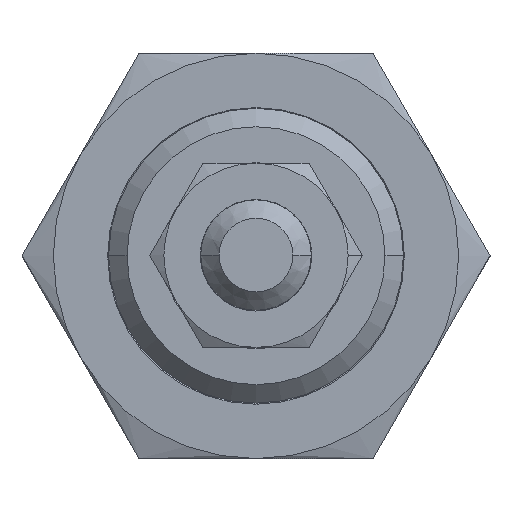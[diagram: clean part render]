
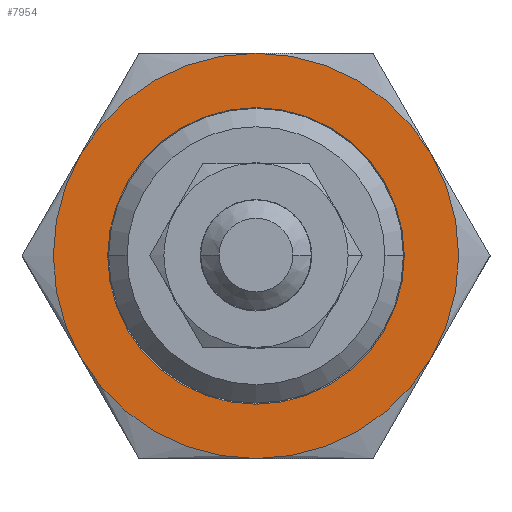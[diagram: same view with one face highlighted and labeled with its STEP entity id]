
A CAD part, top view. The second image highlights one B-rep face of the part: STEP entity #7954.
In plain terms, the highlighted planar face has unit normal (0, 0, 1).
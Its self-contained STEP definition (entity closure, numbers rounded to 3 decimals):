
#312 = CARTESIAN_POINT ( 'NONE',  ( 0., 0., 384.5 ) ) ;
#342 = DIRECTION ( 'NONE',  ( 0., 0., -1. ) ) ;
#357 = EDGE_CURVE ( 'NONE', #6743, #1017, #7793, .T. ) ;
#366 = FACE_BOUND ( 'NONE', #5300, .T. ) ;
#441 = VERTEX_POINT ( 'NONE', #1052 ) ;
#602 = DIRECTION ( 'NONE',  ( 0., 0., -1. ) ) ;
#658 = EDGE_CURVE ( 'NONE', #7683, #6743, #828, .T. ) ;
#680 = ORIENTED_EDGE ( 'NONE', *, *, #9177, .F. ) ;
#826 = DIRECTION ( 'NONE',  ( 0., 0., -1. ) ) ;
#828 = CIRCLE ( 'NONE', #7424, 11. ) ;
#833 = AXIS2_PLACEMENT_3D ( 'NONE', #7366, #7480, #2977 ) ;
#1017 = VERTEX_POINT ( 'NONE', #8754 ) ;
#1052 = CARTESIAN_POINT ( 'NONE',  ( 0., -11., 384.5 ) ) ;
#1540 = AXIS2_PLACEMENT_3D ( 'NONE', #8443, #7554, #2941 ) ;
#1651 = VERTEX_POINT ( 'NONE', #2581 ) ;
#1669 = CIRCLE ( 'NONE', #4675, 8.05 ) ;
#1783 = AXIS2_PLACEMENT_3D ( 'NONE', #6663, #342, #9280 ) ;
#2083 = DIRECTION ( 'NONE',  ( 0.866, 0.5, 0. ) ) ;
#2581 = CARTESIAN_POINT ( 'NONE',  ( -6.972, -4.025, 384.5 ) ) ;
#2755 = CARTESIAN_POINT ( 'NONE',  ( 0., 0., 384.5 ) ) ;
#2769 = ORIENTED_EDGE ( 'NONE', *, *, #5867, .F. ) ;
#2941 = DIRECTION ( 'NONE',  ( 0.866, 0.5, 0. ) ) ;
#2977 = DIRECTION ( 'NONE',  ( 0.866, 0.5, 0. ) ) ;
#3646 = CIRCLE ( 'NONE', #833, 11. ) ;
#3665 = CIRCLE ( 'NONE', #1783, 11. ) ;
#3670 = VERTEX_POINT ( 'NONE', #8894 ) ;
#3841 = DIRECTION ( 'NONE',  ( 0., 0., -1. ) ) ;
#3916 = AXIS2_PLACEMENT_3D ( 'NONE', #5682, #6696, #2083 ) ;
#3958 = DIRECTION ( 'NONE',  ( 0.866, 0.5, 0. ) ) ;
#4045 = VERTEX_POINT ( 'NONE', #6979 ) ;
#4198 = DIRECTION ( 'NONE',  ( 0.866, 0.5, 0. ) ) ;
#4300 = CARTESIAN_POINT ( 'NONE',  ( 9.526, 5.5, 384.5 ) ) ;
#4411 = DIRECTION ( 'NONE',  ( 0.866, 0.5, 0. ) ) ;
#4675 = AXIS2_PLACEMENT_3D ( 'NONE', #2755, #11019, #8140 ) ;
#5046 = CARTESIAN_POINT ( 'NONE',  ( 0., 11., 384.5 ) ) ;
#5118 = EDGE_CURVE ( 'NONE', #6614, #1651, #9802, .T. ) ;
#5131 = CIRCLE ( 'NONE', #1540, 11. ) ;
#5294 = ORIENTED_EDGE ( 'NONE', *, *, #357, .F. ) ;
#5300 = EDGE_LOOP ( 'NONE', ( #6693, #11038 ) ) ;
#5534 = DIRECTION ( 'NONE',  ( 0., 0., -1. ) ) ;
#5682 = CARTESIAN_POINT ( 'NONE',  ( 0., 0., 384.5 ) ) ;
#5867 = EDGE_CURVE ( 'NONE', #4045, #3670, #9982, .T. ) ;
#6261 = EDGE_CURVE ( 'NONE', #1651, #6614, #1669, .T. ) ;
#6312 = CARTESIAN_POINT ( 'NONE',  ( 0., 0., 384.5 ) ) ;
#6541 = DIRECTION ( 'NONE',  ( 0.866, 0.5, 0. ) ) ;
#6614 = VERTEX_POINT ( 'NONE', #8959 ) ;
#6663 = CARTESIAN_POINT ( 'NONE',  ( 0., 0., 384.5 ) ) ;
#6693 = ORIENTED_EDGE ( 'NONE', *, *, #6261, .T. ) ;
#6696 = DIRECTION ( 'NONE',  ( 0., 0., -1. ) ) ;
#6743 = VERTEX_POINT ( 'NONE', #4300 ) ;
#6979 = CARTESIAN_POINT ( 'NONE',  ( -9.526, -5.5, 384.5 ) ) ;
#7366 = CARTESIAN_POINT ( 'NONE',  ( 0., 0., 384.5 ) ) ;
#7417 = AXIS2_PLACEMENT_3D ( 'NONE', #8930, #826, #4411 ) ;
#7424 = AXIS2_PLACEMENT_3D ( 'NONE', #7823, #602, #4198 ) ;
#7480 = DIRECTION ( 'NONE',  ( 0., 0., -1. ) ) ;
#7554 = DIRECTION ( 'NONE',  ( 0., 0., -1. ) ) ;
#7634 = PLANE ( 'NONE',  #9091 ) ;
#7683 = VERTEX_POINT ( 'NONE', #5046 ) ;
#7793 = CIRCLE ( 'NONE', #7417, 11. ) ;
#7823 = CARTESIAN_POINT ( 'NONE',  ( 0., 0., 384.5 ) ) ;
#7954 = ADVANCED_FACE ( 'NONE', ( #366, #11070 ), #7634, .F. ) ;
#8140 = DIRECTION ( 'NONE',  ( 0.866, 0.5, 0. ) ) ;
#8443 = CARTESIAN_POINT ( 'NONE',  ( 0., 0., 384.5 ) ) ;
#8659 = ORIENTED_EDGE ( 'NONE', *, *, #658, .F. ) ;
#8691 = EDGE_CURVE ( 'NONE', #1017, #441, #5131, .T. ) ;
#8754 = CARTESIAN_POINT ( 'NONE',  ( 9.526, -5.5, 384.5 ) ) ;
#8894 = CARTESIAN_POINT ( 'NONE',  ( -9.526, 5.5, 384.5 ) ) ;
#8930 = CARTESIAN_POINT ( 'NONE',  ( 0., 0., 384.5 ) ) ;
#8959 = CARTESIAN_POINT ( 'NONE',  ( 6.972, 4.025, 384.5 ) ) ;
#9091 = AXIS2_PLACEMENT_3D ( 'NONE', #312, #3841, #3958 ) ;
#9177 = EDGE_CURVE ( 'NONE', #3670, #7683, #3646, .T. ) ;
#9280 = DIRECTION ( 'NONE',  ( 0.866, 0.5, 0. ) ) ;
#9436 = AXIS2_PLACEMENT_3D ( 'NONE', #6312, #5534, #6541 ) ;
#9802 = CIRCLE ( 'NONE', #3916, 8.05 ) ;
#9964 = EDGE_CURVE ( 'NONE', #441, #4045, #3665, .T. ) ;
#9982 = CIRCLE ( 'NONE', #9436, 11. ) ;
#10278 = ORIENTED_EDGE ( 'NONE', *, *, #8691, .F. ) ;
#10756 = EDGE_LOOP ( 'NONE', ( #5294, #8659, #680, #2769, #11525, #10278 ) ) ;
#11019 = DIRECTION ( 'NONE',  ( 0., 0., -1. ) ) ;
#11038 = ORIENTED_EDGE ( 'NONE', *, *, #5118, .T. ) ;
#11070 = FACE_OUTER_BOUND ( 'NONE', #10756, .T. ) ;
#11525 = ORIENTED_EDGE ( 'NONE', *, *, #9964, .F. ) ;
